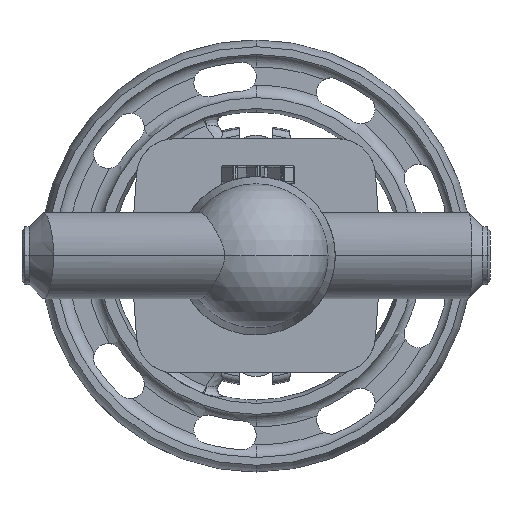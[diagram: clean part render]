
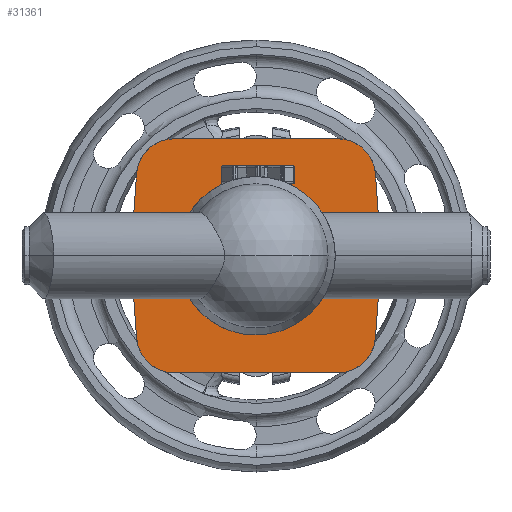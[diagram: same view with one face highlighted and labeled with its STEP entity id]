
A CAD part, front view. The second image highlights one B-rep face of the part: STEP entity #31361.
In plain terms, the highlighted planar face has unit normal (0, -1, 0).
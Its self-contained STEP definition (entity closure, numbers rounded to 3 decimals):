
#169 = CARTESIAN_POINT ( 'NONE',  ( 22.709, 28., 22. ) ) ;
#428 = VERTEX_POINT ( 'NONE', #5563 ) ;
#434 = DIRECTION ( 'NONE',  ( -0.07, 0., 0.998 ) ) ;
#1635 = ORIENTED_EDGE ( 'NONE', *, *, #32069, .F. ) ;
#1884 = VERTEX_POINT ( 'NONE', #13627 ) ;
#2541 = LINE ( 'NONE', #12754, #16462 ) ;
#2771 = DIRECTION ( 'NONE',  ( 0., 0., 1. ) ) ;
#2987 = DIRECTION ( 'NONE',  ( 1., 0., 0. ) ) ;
#3212 = ORIENTED_EDGE ( 'NONE', *, *, #19262, .F. ) ;
#3229 = AXIS2_PLACEMENT_3D ( 'NONE', #169, #18447, #2771 ) ;
#3314 = VERTEX_POINT ( 'NONE', #33727 ) ;
#3392 = EDGE_LOOP ( 'NONE', ( #3431, #3212 ) ) ;
#3431 = ORIENTED_EDGE ( 'NONE', *, *, #20568, .F. ) ;
#3527 = CARTESIAN_POINT ( 'NONE',  ( -33.183, 28., 22.732 ) ) ;
#3590 = CARTESIAN_POINT ( 'NONE',  ( 0., 28., 0. ) ) ;
#3895 = EDGE_CURVE ( 'NONE', #17312, #21204, #14984, .T. ) ;
#4078 = AXIS2_PLACEMENT_3D ( 'NONE', #25901, #10140, #28506 ) ;
#4098 = EDGE_LOOP ( 'NONE', ( #1635, #16722, #4570, #24257, #12822, #27784, #18140, #18270, #32903, #6917 ) ) ;
#4527 = CARTESIAN_POINT ( 'NONE',  ( 33.183, 28., -22.732 ) ) ;
#4570 = ORIENTED_EDGE ( 'NONE', *, *, #14714, .F. ) ;
#4932 = DIRECTION ( 'NONE',  ( 0.07, 0., 0.998 ) ) ;
#5330 = CARTESIAN_POINT ( 'NONE',  ( 0., 28., 0. ) ) ;
#5563 = CARTESIAN_POINT ( 'NONE',  ( -22.709, 28., -32.5 ) ) ;
#5921 = DIRECTION ( 'NONE',  ( 0., -1., 0. ) ) ;
#6173 = AXIS2_PLACEMENT_3D ( 'NONE', #12911, #31285, #15540 ) ;
#6216 = DIRECTION ( 'NONE',  ( 0., 0., 1. ) ) ;
#6316 = DIRECTION ( 'NONE',  ( -1., 0., 0. ) ) ;
#6728 = AXIS2_PLACEMENT_3D ( 'NONE', #3590, #21943, #6216 ) ;
#6772 = FACE_OUTER_BOUND ( 'NONE', #4098, .T. ) ;
#6917 = ORIENTED_EDGE ( 'NONE', *, *, #7283, .F. ) ;
#7283 = EDGE_CURVE ( 'NONE', #28374, #17667, #11601, .T. ) ;
#7443 = CIRCLE ( 'NONE', #32424, 22. ) ;
#7606 = FACE_BOUND ( 'NONE', #3392, .T. ) ;
#7981 = DIRECTION ( 'NONE',  ( 0., 0., 1. ) ) ;
#9063 = LINE ( 'NONE', #23895, #22178 ) ;
#10025 = CARTESIAN_POINT ( 'NONE',  ( 34.773, 28., 0. ) ) ;
#10140 = DIRECTION ( 'NONE',  ( 0., -1., 0. ) ) ;
#10351 = CARTESIAN_POINT ( 'NONE',  ( 32.5, 28., -32.5 ) ) ;
#11601 = LINE ( 'NONE', #10351, #18560 ) ;
#12754 = CARTESIAN_POINT ( 'NONE',  ( -32.5, 28., 32.5 ) ) ;
#12822 = ORIENTED_EDGE ( 'NONE', *, *, #14653, .F. ) ;
#12906 = CARTESIAN_POINT ( 'NONE',  ( 22.709, 28., -32.5 ) ) ;
#12911 = CARTESIAN_POINT ( 'NONE',  ( -22.709, 28., 22. ) ) ;
#12950 = DIRECTION ( 'NONE',  ( 0., 1., 0. ) ) ;
#13170 = EDGE_CURVE ( 'NONE', #32179, #428, #20694, .T. ) ;
#13627 = CARTESIAN_POINT ( 'NONE',  ( 33.183, 28., 22.732 ) ) ;
#13740 = CARTESIAN_POINT ( 'NONE',  ( -22.709, 28., 32.5 ) ) ;
#14653 = EDGE_CURVE ( 'NONE', #28145, #21204, #2541, .T. ) ;
#14714 = EDGE_CURVE ( 'NONE', #17312, #24017, #9063, .T. ) ;
#14903 = LINE ( 'NONE', #10025, #27234 ) ;
#14980 = CIRCLE ( 'NONE', #3229, 10.5 ) ;
#14984 = CIRCLE ( 'NONE', #6173, 10.5 ) ;
#15540 = DIRECTION ( 'NONE',  ( 0., 0., 1. ) ) ;
#15674 = CARTESIAN_POINT ( 'NONE',  ( -34.773, 28., 0. ) ) ;
#16462 = VECTOR ( 'NONE', #4932, 1000. ) ;
#16566 = LINE ( 'NONE', #32283, #19009 ) ;
#16722 = ORIENTED_EDGE ( 'NONE', *, *, #23038, .T. ) ;
#17312 = VERTEX_POINT ( 'NONE', #13740 ) ;
#17667 = VERTEX_POINT ( 'NONE', #4527 ) ;
#18140 = ORIENTED_EDGE ( 'NONE', *, *, #22403, .T. ) ;
#18270 = ORIENTED_EDGE ( 'NONE', *, *, #13170, .F. ) ;
#18447 = DIRECTION ( 'NONE',  ( 0., -1., 0. ) ) ;
#18560 = VECTOR ( 'NONE', #26124, 1000. ) ;
#19009 = VECTOR ( 'NONE', #434, 1000. ) ;
#19262 = EDGE_CURVE ( 'NONE', #27349, #3314, #7443, .T. ) ;
#19297 = CIRCLE ( 'NONE', #19383, 10.5 ) ;
#19383 = AXIS2_PLACEMENT_3D ( 'NONE', #21646, #5921, #24316 ) ;
#20568 = EDGE_CURVE ( 'NONE', #3314, #27349, #27039, .T. ) ;
#20694 = LINE ( 'NONE', #33057, #26887 ) ;
#20801 = CARTESIAN_POINT ( 'NONE',  ( 34.773, 28., 0. ) ) ;
#21204 = VERTEX_POINT ( 'NONE', #3527 ) ;
#21301 = CARTESIAN_POINT ( 'NONE',  ( 22.709, 28., 32.5 ) ) ;
#21646 = CARTESIAN_POINT ( 'NONE',  ( 22.709, 28., -22. ) ) ;
#21943 = DIRECTION ( 'NONE',  ( 0., -1., 0. ) ) ;
#22044 = VERTEX_POINT ( 'NONE', #29468 ) ;
#22178 = VECTOR ( 'NONE', #2987, 1000. ) ;
#22403 = EDGE_CURVE ( 'NONE', #22044, #428, #32664, .T. ) ;
#23038 = EDGE_CURVE ( 'NONE', #1884, #24017, #14980, .T. ) ;
#23429 = CARTESIAN_POINT ( 'NONE',  ( 0., 28., 0. ) ) ;
#23730 = DIRECTION ( 'NONE',  ( 0., -1., 0. ) ) ;
#23895 = CARTESIAN_POINT ( 'NONE',  ( 32.5, 28., 32.5 ) ) ;
#24017 = VERTEX_POINT ( 'NONE', #21301 ) ;
#24257 = ORIENTED_EDGE ( 'NONE', *, *, #3895, .T. ) ;
#24316 = DIRECTION ( 'NONE',  ( 0., 0., 1. ) ) ;
#24583 = AXIS2_PLACEMENT_3D ( 'NONE', #23429, #12950, #31322 ) ;
#24735 = CARTESIAN_POINT ( 'NONE',  ( 0., 28., -22. ) ) ;
#25753 = EDGE_CURVE ( 'NONE', #22044, #28145, #16566, .T. ) ;
#25901 = CARTESIAN_POINT ( 'NONE',  ( -22.709, 28., -22. ) ) ;
#26124 = DIRECTION ( 'NONE',  ( -0.07, 0., -0.998 ) ) ;
#26803 = EDGE_CURVE ( 'NONE', #32179, #17667, #19297, .T. ) ;
#26887 = VECTOR ( 'NONE', #6316, 1000. ) ;
#27039 = CIRCLE ( 'NONE', #6728, 22. ) ;
#27234 = VECTOR ( 'NONE', #30927, 1000. ) ;
#27349 = VERTEX_POINT ( 'NONE', #24735 ) ;
#27784 = ORIENTED_EDGE ( 'NONE', *, *, #25753, .F. ) ;
#28145 = VERTEX_POINT ( 'NONE', #15674 ) ;
#28374 = VERTEX_POINT ( 'NONE', #20801 ) ;
#28506 = DIRECTION ( 'NONE',  ( 0., 0., 1. ) ) ;
#28682 = PLANE ( 'NONE',  #24583 ) ;
#29468 = CARTESIAN_POINT ( 'NONE',  ( -33.183, 28., -22.732 ) ) ;
#30927 = DIRECTION ( 'NONE',  ( 0.07, 0., -0.998 ) ) ;
#31285 = DIRECTION ( 'NONE',  ( 0., -1., 0. ) ) ;
#31322 = DIRECTION ( 'NONE',  ( 0., 0., 1. ) ) ;
#31361 = ADVANCED_FACE ( 'NONE', ( #7606, #6772 ), #28682, .F. ) ;
#32069 = EDGE_CURVE ( 'NONE', #1884, #28374, #14903, .T. ) ;
#32179 = VERTEX_POINT ( 'NONE', #12906 ) ;
#32283 = CARTESIAN_POINT ( 'NONE',  ( -34.773, 28., 0. ) ) ;
#32424 = AXIS2_PLACEMENT_3D ( 'NONE', #5330, #23730, #7981 ) ;
#32664 = CIRCLE ( 'NONE', #4078, 10.5 ) ;
#32903 = ORIENTED_EDGE ( 'NONE', *, *, #26803, .T. ) ;
#33057 = CARTESIAN_POINT ( 'NONE',  ( 32.5, 28., -32.5 ) ) ;
#33727 = CARTESIAN_POINT ( 'NONE',  ( 0., 28., 22. ) ) ;
